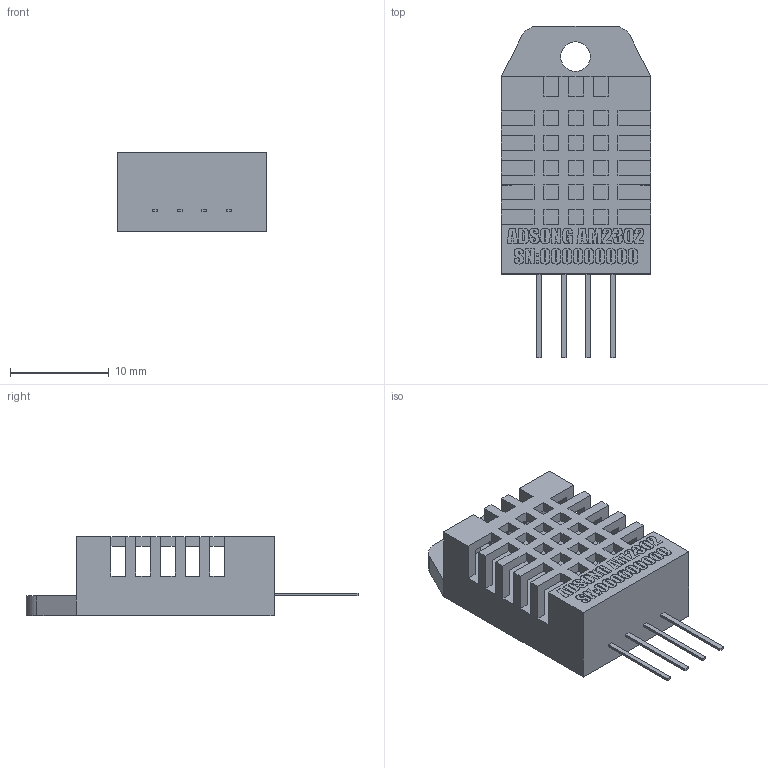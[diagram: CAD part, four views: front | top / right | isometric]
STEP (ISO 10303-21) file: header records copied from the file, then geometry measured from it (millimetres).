
FILE_DESCRIPTION (( 'STEP AP214' ), '1' );
FILE_NAME ('1C5C7DA1-E3C3-4576-9D5C-50083A695EE2.STEP', '2023-12-21T18:48:56', ( '' ), ( '' ), 'SwSTEP 2.0', 'SolidWorks 2022', '' );
FILE_SCHEMA (( 'AUTOMOTIVE_DESIGN' ));
Length unit declared in the file: millimetre
Products named in the file (1): 1C5C7DA1-E3C3-4576-9D5C-50083A695EE2
Bounding box: 15.1 x 33.6 x 8.01 mm (x, y, z)
Volume: 1675.2 mm3; surface area: 2003.2 mm2
Topology: 1 solids, 1 shells, 506 faces, 1453 edges, 968 vertices
Faces by surface type: plane 343, bspline 159, cylinder 4
Entity records: 31983 total; most frequent: CARTESIAN_POINT 14103, ORIENTED_EDGE 2906, DIRECTION 1839, EDGE_CURVE 1453, VECTOR 1127, LINE 1127, VERTEX_POINT 968, EDGE_LOOP 581
